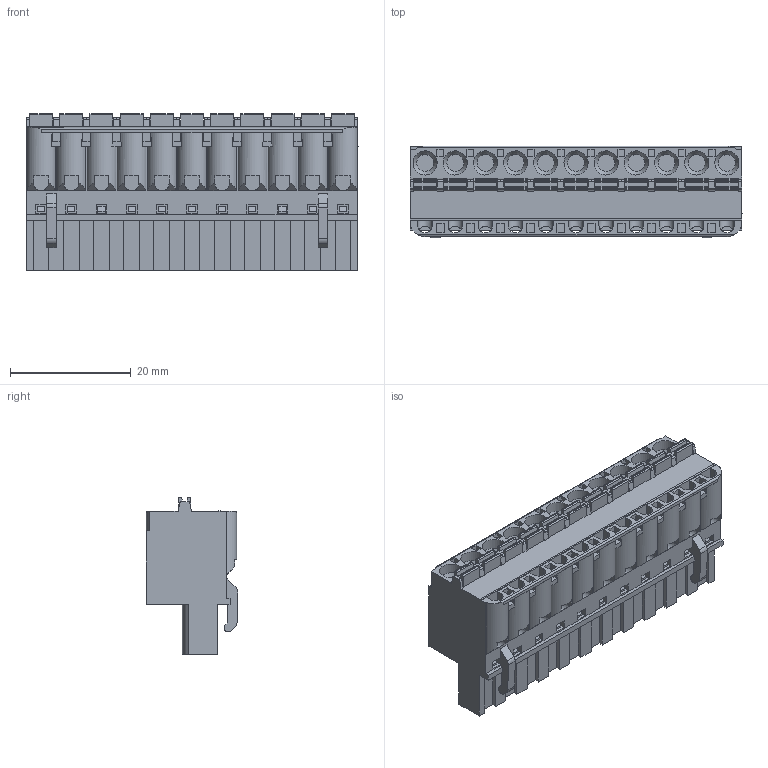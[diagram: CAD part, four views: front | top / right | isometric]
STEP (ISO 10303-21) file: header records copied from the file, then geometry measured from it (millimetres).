
FILE_DESCRIPTION(('STEP AP214'),'1');
FILE_NAME('SHM11-5.stp','2021-03-04T15:47:36',(' '),(' '),'Spatial InterOp 3D',' ',' ');
FILE_SCHEMA(('automotive_design'));
Length unit declared in the file: metre
Products named in the file (1): 1
Bounding box: 55 x 15.2 x 26 mm (x, y, z)
Volume: 13363.7 mm3; surface area: 7139.5 mm2
Topology: 1 solids, 1 shells, 936 faces, 2613 edges, 1706 vertices
Faces by surface type: plane 745, cylinder 168, cone 22, extrusion 1
Full cylindrical faces by diameter (mm): 4 x11
Entity records: 37014 total; most frequent: CARTESIAN_POINT 5293, ORIENTED_EDGE 5122, DIRECTION 4851, EDGE_CURVE 2561, VECTOR 2037, LINE 2036, VERTEX_POINT 1687, AXIS2_PLACEMENT_3D 1407
